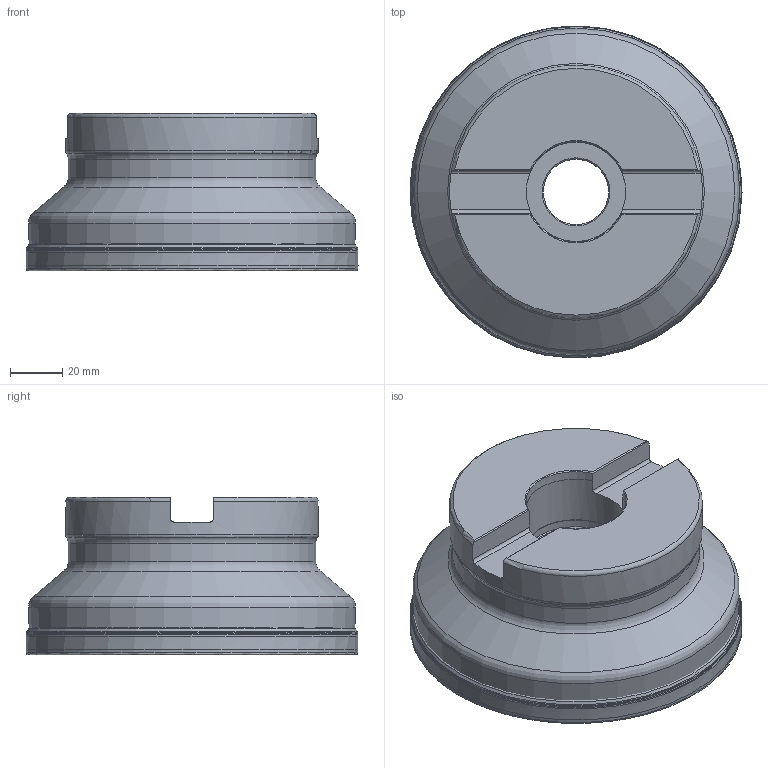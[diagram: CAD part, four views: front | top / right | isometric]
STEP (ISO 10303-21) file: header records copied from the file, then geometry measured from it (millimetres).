
FILE_DESCRIPTION(/* description */ (''),/* implementation_level */ '2;1');
FILE_NAME(/* name */ 'E-catalog-F90-TP11-D500Z11S100I.stp',/* time_stamp */ '2023-10-18T08:43:35+09:00',/* author */ (''),/* organization */ (''),/* preprocessor_version */ 'ST-DEVELOPER v16',/* originating_system */ 'SIEMENS PLM Software NX 10.0',/* authorisation */ '');
FILE_SCHEMA (('AP203_CONFIGURATION_CONTROLLED_3D_DESIGN_OF_MECHANICAL_PARTS_AND_ASSEMBLIES_MIM_LF { 1 0 10303 403 2 1 2}'));
Length unit declared in the file: millimetre
Products named in the file (1): 10227DEC3C74p5rj
Bounding box: 127.03 x 127.02 x 60.33 mm (x, y, z)
Volume: 464028.2 mm3; surface area: 60005 mm2
Topology: 1 solids, 2 shells, 76 faces, 226 edges, 180 vertices
Faces by surface type: revolution 24, plane 18, torus 15, cylinder 10, cone 9
Full cylindrical faces by diameter (mm): 25 x1, 38.1 x1, 39.1 x1, 52 x1, 94.7 x1, 96.7 x1
Entity records: 2489 total; most frequent: CARTESIAN_POINT 879, DIRECTION 299, ORIENTED_EDGE 238, EDGE_LOOP 130, AXIS2_PLACEMENT_3D 124, EDGE_CURVE 119, FACE_BOUND 108, VERTEX_POINT 97
